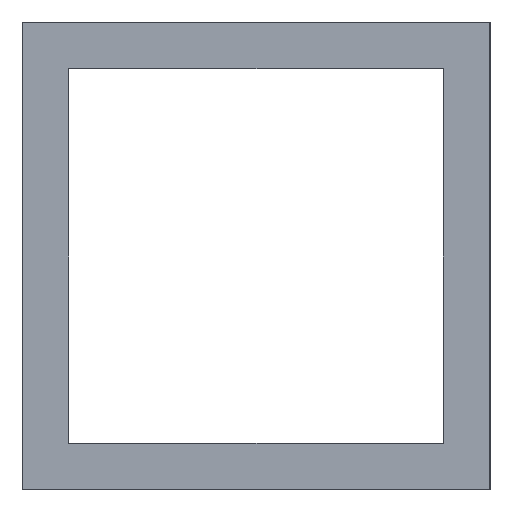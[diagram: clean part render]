
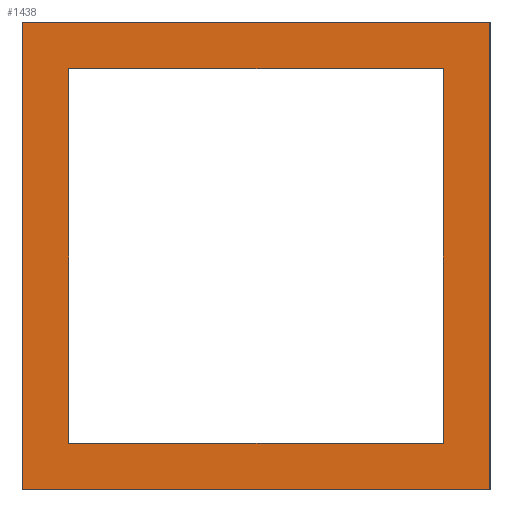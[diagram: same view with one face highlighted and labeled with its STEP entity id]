
A CAD part, left-side view. The second image highlights one B-rep face of the part: STEP entity #1438.
In plain terms, the highlighted planar face has unit normal (-1, 0, 0).
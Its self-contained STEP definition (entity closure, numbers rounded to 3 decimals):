
#7 = LINE ( 'NONE', #926, #110 ) ;
#20 = ORIENTED_EDGE ( 'NONE', *, *, #1483, .F. ) ;
#32 = LINE ( 'NONE', #992, #484 ) ;
#33 = CARTESIAN_POINT ( 'NONE',  ( -140., 0., 2. ) ) ;
#60 = LINE ( 'NONE', #1396, #141 ) ;
#72 = CARTESIAN_POINT ( 'NONE',  ( -140., 696.998, 20. ) ) ;
#75 = ORIENTED_EDGE ( 'NONE', *, *, #919, .T. ) ;
#110 = VECTOR ( 'NONE', #822, 1000. ) ;
#141 = VECTOR ( 'NONE', #1271, 1000. ) ;
#202 = ORIENTED_EDGE ( 'NONE', *, *, #504, .T. ) ;
#212 = ORIENTED_EDGE ( 'NONE', *, *, #1128, .T. ) ;
#213 = VECTOR ( 'NONE', #848, 1000. ) ;
#226 = CARTESIAN_POINT ( 'NONE',  ( -140., 714.998, 20. ) ) ;
#249 = DIRECTION ( 'NONE',  ( 0., -1., 0. ) ) ;
#287 = CARTESIAN_POINT ( 'NONE',  ( -140., 694.998, 20. ) ) ;
#313 = VECTOR ( 'NONE', #982, 1000. ) ;
#375 = LINE ( 'NONE', #998, #213 ) ;
#411 = DIRECTION ( 'NONE',  ( 1., 0., 0. ) ) ;
#418 = DIRECTION ( 'NONE',  ( 0., 0., -1. ) ) ;
#424 = EDGE_CURVE ( 'NONE', #1503, #1318, #32, .T. ) ;
#431 = CARTESIAN_POINT ( 'NONE',  ( -140., 714.998, 0. ) ) ;
#484 = VECTOR ( 'NONE', #1416, 1000. ) ;
#485 = CARTESIAN_POINT ( 'NONE',  ( -140., 0., 18. ) ) ;
#503 = CARTESIAN_POINT ( 'NONE',  ( -140., 694.998, 20. ) ) ;
#504 = EDGE_CURVE ( 'NONE', #1131, #813, #7, .T. ) ;
#551 = FACE_BOUND ( 'NONE', #786, .T. ) ;
#559 = CARTESIAN_POINT ( 'NONE',  ( -140., 696.998, 18. ) ) ;
#594 = VERTEX_POINT ( 'NONE', #615 ) ;
#615 = CARTESIAN_POINT ( 'NONE',  ( -140., 712.998, 18. ) ) ;
#622 = CARTESIAN_POINT ( 'NONE',  ( -140., 712.998, 2. ) ) ;
#625 = DIRECTION ( 'NONE',  ( 0., -1., 0. ) ) ;
#635 = VECTOR ( 'NONE', #249, 1000. ) ;
#637 = LINE ( 'NONE', #33, #1332 ) ;
#666 = VERTEX_POINT ( 'NONE', #622 ) ;
#682 = ORIENTED_EDGE ( 'NONE', *, *, #687, .T. ) ;
#687 = EDGE_CURVE ( 'NONE', #1503, #1131, #375, .T. ) ;
#786 = EDGE_LOOP ( 'NONE', ( #920, #20, #75, #212 ) ) ;
#813 = VERTEX_POINT ( 'NONE', #1284 ) ;
#822 = DIRECTION ( 'NONE',  ( 0., -1., 0. ) ) ;
#848 = DIRECTION ( 'NONE',  ( 0., 0., -1. ) ) ;
#872 = VERTEX_POINT ( 'NONE', #1188 ) ;
#875 = ORIENTED_EDGE ( 'NONE', *, *, #1346, .F. ) ;
#919 = EDGE_CURVE ( 'NONE', #594, #1475, #935, .T. ) ;
#920 = ORIENTED_EDGE ( 'NONE', *, *, #1314, .F. ) ;
#926 = CARTESIAN_POINT ( 'NONE',  ( -140., 694.998, 0. ) ) ;
#935 = LINE ( 'NONE', #485, #635 ) ;
#953 = ORIENTED_EDGE ( 'NONE', *, *, #424, .F. ) ;
#982 = DIRECTION ( 'NONE',  ( 0., 0., -1. ) ) ;
#992 = CARTESIAN_POINT ( 'NONE',  ( -140., 694.998, 20. ) ) ;
#998 = CARTESIAN_POINT ( 'NONE',  ( -140., 714.998, 20. ) ) ;
#1014 = VECTOR ( 'NONE', #1508, 1000. ) ;
#1037 = PLANE ( 'NONE',  #1180 ) ;
#1116 = CARTESIAN_POINT ( 'NONE',  ( -140., 694.998, 20. ) ) ;
#1128 = EDGE_CURVE ( 'NONE', #1475, #872, #1157, .T. ) ;
#1131 = VERTEX_POINT ( 'NONE', #431 ) ;
#1157 = LINE ( 'NONE', #72, #1014 ) ;
#1163 = FACE_OUTER_BOUND ( 'NONE', #1303, .T. ) ;
#1180 = AXIS2_PLACEMENT_3D ( 'NONE', #287, #411, #418 ) ;
#1188 = CARTESIAN_POINT ( 'NONE',  ( -140., 696.998, 2. ) ) ;
#1271 = DIRECTION ( 'NONE',  ( 0., 0., -1. ) ) ;
#1284 = CARTESIAN_POINT ( 'NONE',  ( -140., 694.998, 0. ) ) ;
#1303 = EDGE_LOOP ( 'NONE', ( #202, #875, #953, #682 ) ) ;
#1314 = EDGE_CURVE ( 'NONE', #666, #872, #637, .T. ) ;
#1318 = VERTEX_POINT ( 'NONE', #1116 ) ;
#1332 = VECTOR ( 'NONE', #625, 1000. ) ;
#1338 = LINE ( 'NONE', #503, #313 ) ;
#1346 = EDGE_CURVE ( 'NONE', #1318, #813, #1338, .T. ) ;
#1396 = CARTESIAN_POINT ( 'NONE',  ( -140., 712.998, 20. ) ) ;
#1416 = DIRECTION ( 'NONE',  ( 0., -1., 0. ) ) ;
#1438 = ADVANCED_FACE ( 'NONE', ( #1163, #551 ), #1037, .F. ) ;
#1475 = VERTEX_POINT ( 'NONE', #559 ) ;
#1483 = EDGE_CURVE ( 'NONE', #594, #666, #60, .T. ) ;
#1503 = VERTEX_POINT ( 'NONE', #226 ) ;
#1508 = DIRECTION ( 'NONE',  ( 0., 0., -1. ) ) ;
